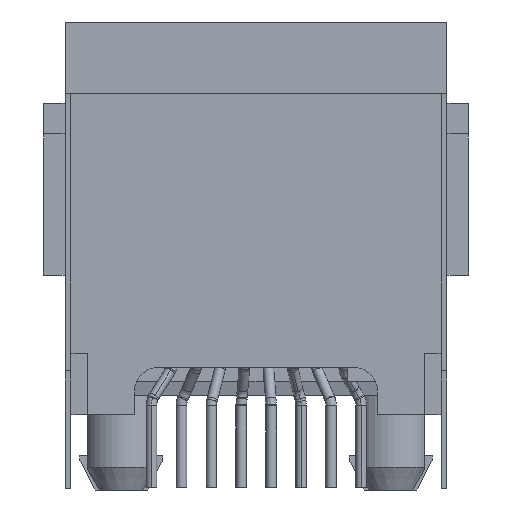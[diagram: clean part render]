
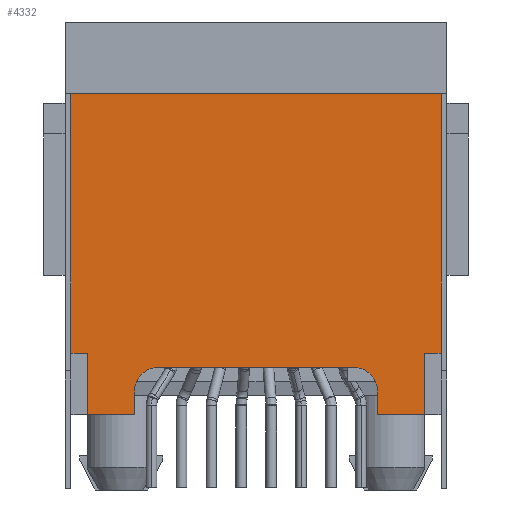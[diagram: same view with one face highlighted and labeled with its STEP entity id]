
A CAD part, front view. The second image highlights one B-rep face of the part: STEP entity #4332.
In plain terms, the highlighted planar face has unit normal (0, -1, 0).
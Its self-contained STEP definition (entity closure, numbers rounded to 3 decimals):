
#72=DIRECTION('',(0.,-1.,0.));
#80=DIRECTION('',(0.,1.,0.));
#96=DIRECTION('',(0.,0.,1.));
#111=DIRECTION('',(-1.,0.,0.));
#194=DIRECTION('',(1.,0.,0.));
#561=VECTOR('',#96,2.6);
#602=CARTESIAN_POINT('',(7.85,-6.35,-14.05));
#604=VECTOR('',#96,11.025);
#605=LINE('',#602,#604);
#660=VECTOR('',#111,15.7);
#661=CARTESIAN_POINT('',(7.85,-6.35,-3.025));
#662=LINE('',#661,#660);
#666=VECTOR('',#96,1.);
#667=CARTESIAN_POINT('',(5.15,-6.35,-16.65));
#668=LINE('',#667,#666);
#669=CARTESIAN_POINT('',(4.15,-6.35,-15.65));
#670=DIRECTION('',(0.,0.,1.));
#671=AXIS2_PLACEMENT_3D('',#669,#80,#670);
#672=VECTOR('',#194,8.3);
#673=CARTESIAN_POINT('',(-4.15,-6.35,-14.65));
#674=LINE('',#673,#672);
#675=CARTESIAN_POINT('',(-4.15,-6.35,-15.65));
#676=AXIS2_PLACEMENT_3D('',#675,#80,#111);
#677=CARTESIAN_POINT('',(-5.15,-6.35,-16.65));
#678=LINE('',#677,#666);
#679=VECTOR('',#111,2.);
#680=LINE('',#677,#679);
#681=CARTESIAN_POINT('',(-7.15,-6.35,-16.65));
#682=LINE('',#681,#561);
#683=VECTOR('',#111,0.7);
#684=CARTESIAN_POINT('',(-7.15,-6.35,-14.05));
#685=LINE('',#684,#683);
#686=LINE('',#602,#683);
#687=CARTESIAN_POINT('',(7.15,-6.35,-16.65));
#688=LINE('',#687,#561);
#689=LINE('',#687,#679);
#1577=CARTESIAN_POINT('',(7.15,-6.35,-14.05));
#1954=CARTESIAN_POINT('',(-7.85,-6.35,-14.05));
#1956=LINE('',#1954,#604);
#2968=VERTEX_POINT('',#661);
#2969=CARTESIAN_POINT('',(-7.85,-6.35,-3.025));
#2971=VERTEX_POINT('',#2969);
#3001=VERTEX_POINT('',#602);
#3014=VERTEX_POINT('',#681);
#3015=VERTEX_POINT('',#687);
#3016=VERTEX_POINT('',#1577);
#3017=VERTEX_POINT('',#684);
#3018=VERTEX_POINT('',#1954);
#3084=VERTEX_POINT('',#677);
#3086=VERTEX_POINT('',#667);
#3091=VERTEX_POINT('',#673);
#3092=CARTESIAN_POINT('',(4.15,-6.35,-14.65));
#3093=VERTEX_POINT('',#3092);
#3095=CARTESIAN_POINT('',(-5.15,-6.35,-15.65));
#3097=VERTEX_POINT('',#3095);
#3099=CARTESIAN_POINT('',(5.15,-6.35,-15.65));
#3101=VERTEX_POINT('',#3099);
#4313=CARTESIAN_POINT('',(7.85,-6.35,-16.65));
#4314=AXIS2_PLACEMENT_3D('',#4313,#72,#96);
#4315=PLANE('',#4314);
#4316=ORIENTED_EDGE('',*,*,#10691,.T.);
#4317=ORIENTED_EDGE('',*,*,#10692,.F.);
#4318=ORIENTED_EDGE('',*,*,#10693,.F.);
#4319=ORIENTED_EDGE('',*,*,#10694,.F.);
#4320=ORIENTED_EDGE('',*,*,#10695,.F.);
#4321=ORIENTED_EDGE('',*,*,#10696,.T.);
#4322=ORIENTED_EDGE('',*,*,#10697,.T.);
#4323=ORIENTED_EDGE('',*,*,#10698,.T.);
#4324=ORIENTED_EDGE('',*,*,#10699,.T.);
#4325=ORIENTED_EDGE('',*,*,#10687,.F.);
#4326=ORIENTED_EDGE('',*,*,#10644,.F.);
#4327=ORIENTED_EDGE('',*,*,#10700,.T.);
#4328=ORIENTED_EDGE('',*,*,#10701,.F.);
#4329=ORIENTED_EDGE('',*,*,#10702,.T.);
#4330=EDGE_LOOP('',(#4316,#4317,#4318,#4319,#4320,#4321,#4322,#4323,#4324,#4325,#4326,#4327,#4328,#4329));
#4331=FACE_OUTER_BOUND('',#4330,.F.);
#4332=ADVANCED_FACE('',(#4331),#4315,.T.);
#10074=CIRCLE('',#671,1.);
#10075=CIRCLE('',#676,1.);
#10644=EDGE_CURVE('',#3001,#2968,#605,.T.);
#10687=EDGE_CURVE('',#2968,#2971,#662,.T.);
#10691=EDGE_CURVE('',#3086,#3101,#668,.T.);
#10692=EDGE_CURVE('',#3093,#3101,#10074,.T.);
#10693=EDGE_CURVE('',#3091,#3093,#674,.T.);
#10694=EDGE_CURVE('',#3097,#3091,#10075,.T.);
#10695=EDGE_CURVE('',#3084,#3097,#678,.T.);
#10696=EDGE_CURVE('',#3084,#3014,#680,.T.);
#10697=EDGE_CURVE('',#3014,#3017,#682,.T.);
#10698=EDGE_CURVE('',#3017,#3018,#685,.T.);
#10699=EDGE_CURVE('',#3018,#2971,#1956,.T.);
#10700=EDGE_CURVE('',#3001,#3016,#686,.T.);
#10701=EDGE_CURVE('',#3015,#3016,#688,.T.);
#10702=EDGE_CURVE('',#3015,#3086,#689,.T.);
